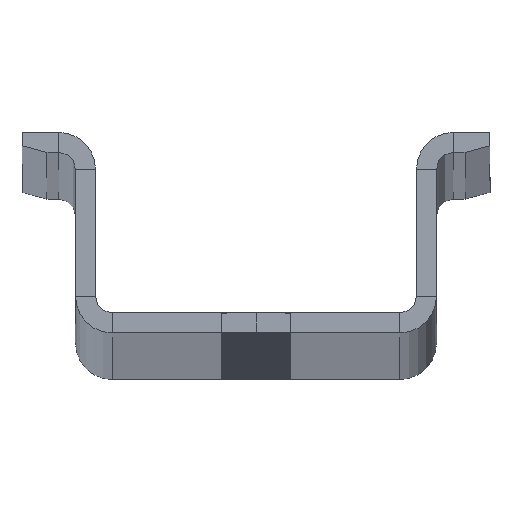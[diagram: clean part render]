
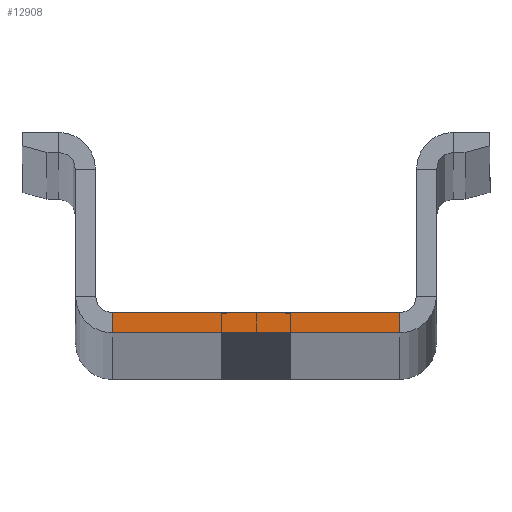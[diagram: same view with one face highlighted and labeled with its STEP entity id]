
A CAD part, top view. The second image highlights one B-rep face of the part: STEP entity #12908.
In plain terms, the highlighted planar face has unit normal (0, 0, 1).
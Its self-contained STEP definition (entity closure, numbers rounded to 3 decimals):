
#155 = EDGE_CURVE ( 'NONE', #2574, #13021, #6967, .T. ) ;
#1179 = ORIENTED_EDGE ( 'NONE', *, *, #14368, .F. ) ;
#1857 = CARTESIAN_POINT ( 'NONE',  ( -13.5, 1.5, 0. ) ) ;
#2476 = CARTESIAN_POINT ( 'NONE',  ( 10.75, 0., 0. ) ) ;
#2574 = VERTEX_POINT ( 'NONE', #10607 ) ;
#3286 = DIRECTION ( 'NONE',  ( 0., 0., 1. ) ) ;
#3478 = PLANE ( 'NONE',  #5303 ) ;
#3700 = VERTEX_POINT ( 'NONE', #10056 ) ;
#4537 = LINE ( 'NONE', #2476, #7259 ) ;
#4864 = EDGE_LOOP ( 'NONE', ( #9417, #9071, #1179, #8019 ) ) ;
#4969 = VECTOR ( 'NONE', #9995, 1000. ) ;
#5303 = AXIS2_PLACEMENT_3D ( 'NONE', #8049, #3286, #11394 ) ;
#5698 = DIRECTION ( 'NONE',  ( 0., 1., 0. ) ) ;
#5765 = CARTESIAN_POINT ( 'NONE',  ( -13.5, 0., 0. ) ) ;
#5977 = CARTESIAN_POINT ( 'NONE',  ( -10.75, 1.5, 0. ) ) ;
#6584 = CARTESIAN_POINT ( 'NONE',  ( 10.75, 0., 0. ) ) ;
#6591 = EDGE_CURVE ( 'NONE', #6843, #2574, #10844, .T. ) ;
#6843 = VERTEX_POINT ( 'NONE', #8921 ) ;
#6967 = LINE ( 'NONE', #5765, #10070 ) ;
#7259 = VECTOR ( 'NONE', #5698, 1000. ) ;
#8019 = ORIENTED_EDGE ( 'NONE', *, *, #6591, .T. ) ;
#8049 = CARTESIAN_POINT ( 'NONE',  ( 12., 2.75, 0. ) ) ;
#8921 = CARTESIAN_POINT ( 'NONE',  ( -10.75, 1.5, 0. ) ) ;
#9071 = ORIENTED_EDGE ( 'NONE', *, *, #11537, .T. ) ;
#9417 = ORIENTED_EDGE ( 'NONE', *, *, #155, .T. ) ;
#9995 = DIRECTION ( 'NONE',  ( 1., 0., 0. ) ) ;
#10056 = CARTESIAN_POINT ( 'NONE',  ( 10.75, 1.5, 0. ) ) ;
#10070 = VECTOR ( 'NONE', #12713, 1000. ) ;
#10607 = CARTESIAN_POINT ( 'NONE',  ( -10.75, 0., 0. ) ) ;
#10844 = LINE ( 'NONE', #5977, #12438 ) ;
#11147 = LINE ( 'NONE', #1857, #4969 ) ;
#11394 = DIRECTION ( 'NONE',  ( 1., 0., 0. ) ) ;
#11537 = EDGE_CURVE ( 'NONE', #13021, #3700, #4537, .T. ) ;
#12438 = VECTOR ( 'NONE', #14083, 1000. ) ;
#12713 = DIRECTION ( 'NONE',  ( 1., 0., 0. ) ) ;
#12908 = ADVANCED_FACE ( 'NONE', ( #14075 ), #3478, .T. ) ;
#13021 = VERTEX_POINT ( 'NONE', #6584 ) ;
#14075 = FACE_OUTER_BOUND ( 'NONE', #4864, .T. ) ;
#14083 = DIRECTION ( 'NONE',  ( 0., -1., 0. ) ) ;
#14368 = EDGE_CURVE ( 'NONE', #6843, #3700, #11147, .T. ) ;
